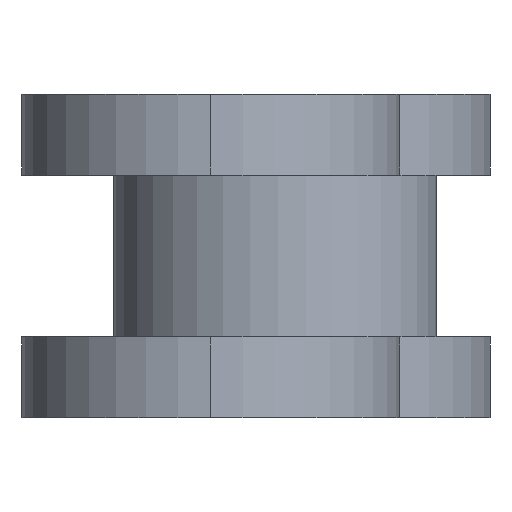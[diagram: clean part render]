
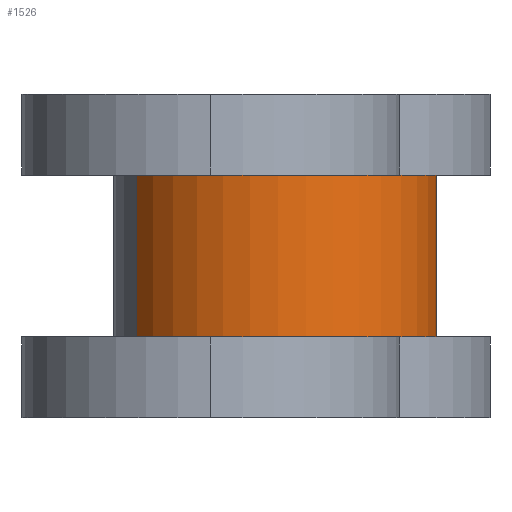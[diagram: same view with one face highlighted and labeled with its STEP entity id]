
A CAD part, left-side view. The second image highlights one B-rep face of the part: STEP entity #1526.
In plain terms, the highlighted cylindrical face has radius 6 mm (diameter 12 mm), a partial arc.
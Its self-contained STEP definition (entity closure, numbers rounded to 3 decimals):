
#5 = ORIENTED_EDGE ( 'NONE', *, *, #56, .F. ) ;
#50 = EDGE_LOOP ( 'NONE', ( #5, #775, #803, #407 ) ) ;
#56 = EDGE_CURVE ( 'NONE', #437, #1539, #126, .T. ) ;
#90 = VERTEX_POINT ( 'NONE', #173 ) ;
#125 = CARTESIAN_POINT ( 'NONE',  ( -19.805, 38.336, -22.786 ) ) ;
#126 = CIRCLE ( 'NONE', #1418, 6. ) ;
#155 = CARTESIAN_POINT ( 'NONE',  ( -19.805, 38.336, -22.786 ) ) ;
#173 = CARTESIAN_POINT ( 'NONE',  ( -13.592, 28.07, -28.786 ) ) ;
#180 = CYLINDRICAL_SURFACE ( 'NONE', #1525, 6. ) ;
#271 = EDGE_CURVE ( 'NONE', #1539, #90, #490, .T. ) ;
#340 = FACE_OUTER_BOUND ( 'NONE', #50, .T. ) ;
#407 = ORIENTED_EDGE ( 'NONE', *, *, #271, .F. ) ;
#414 = VECTOR ( 'NONE', #489, 1000. ) ;
#437 = VERTEX_POINT ( 'NONE', #155 ) ;
#478 = CARTESIAN_POINT ( 'NONE',  ( -16.699, 33.203, -28.786 ) ) ;
#489 = DIRECTION ( 'NONE',  ( 0., 0., -1. ) ) ;
#490 = LINE ( 'NONE', #504, #1367 ) ;
#504 = CARTESIAN_POINT ( 'NONE',  ( -13.592, 28.07, -22.786 ) ) ;
#520 = AXIS2_PLACEMENT_3D ( 'NONE', #478, #870, #1236 ) ;
#662 = DIRECTION ( 'NONE',  ( 0., 0., -1. ) ) ;
#670 = EDGE_CURVE ( 'NONE', #894, #90, #1030, .T. ) ;
#671 = CARTESIAN_POINT ( 'NONE',  ( -13.592, 28.07, -22.786 ) ) ;
#681 = DIRECTION ( 'NONE',  ( -0.518, 0.856, 0. ) ) ;
#775 = ORIENTED_EDGE ( 'NONE', *, *, #1344, .T. ) ;
#794 = LINE ( 'NONE', #125, #414 ) ;
#803 = ORIENTED_EDGE ( 'NONE', *, *, #670, .T. ) ;
#870 = DIRECTION ( 'NONE',  ( 0., 0., 1. ) ) ;
#894 = VERTEX_POINT ( 'NONE', #1044 ) ;
#1030 = CIRCLE ( 'NONE', #520, 6. ) ;
#1044 = CARTESIAN_POINT ( 'NONE',  ( -19.805, 38.336, -28.786 ) ) ;
#1236 = DIRECTION ( 'NONE',  ( -0.518, 0.856, 0. ) ) ;
#1295 = DIRECTION ( 'NONE',  ( 0., 0., -1. ) ) ;
#1320 = CARTESIAN_POINT ( 'NONE',  ( -16.699, 33.203, -22.786 ) ) ;
#1344 = EDGE_CURVE ( 'NONE', #437, #894, #794, .T. ) ;
#1367 = VECTOR ( 'NONE', #1295, 1000. ) ;
#1418 = AXIS2_PLACEMENT_3D ( 'NONE', #1320, #1452, #681 ) ;
#1442 = DIRECTION ( 'NONE',  ( 0.518, -0.856, 0. ) ) ;
#1452 = DIRECTION ( 'NONE',  ( 0., 0., 1. ) ) ;
#1525 = AXIS2_PLACEMENT_3D ( 'NONE', #1545, #662, #1442 ) ;
#1526 = ADVANCED_FACE ( 'NONE', ( #340 ), #180, .T. ) ;
#1539 = VERTEX_POINT ( 'NONE', #671 ) ;
#1545 = CARTESIAN_POINT ( 'NONE',  ( -16.699, 33.203, -22.786 ) ) ;
